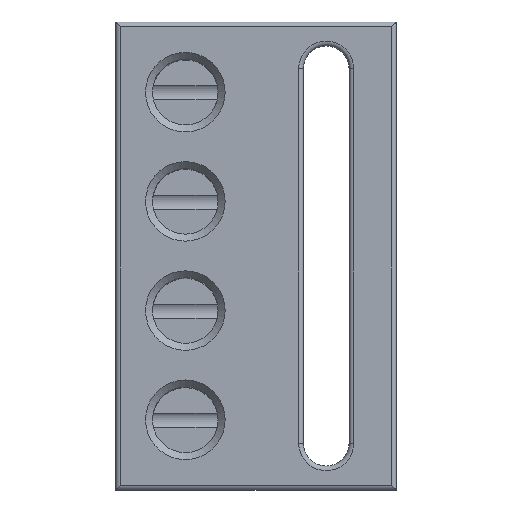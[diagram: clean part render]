
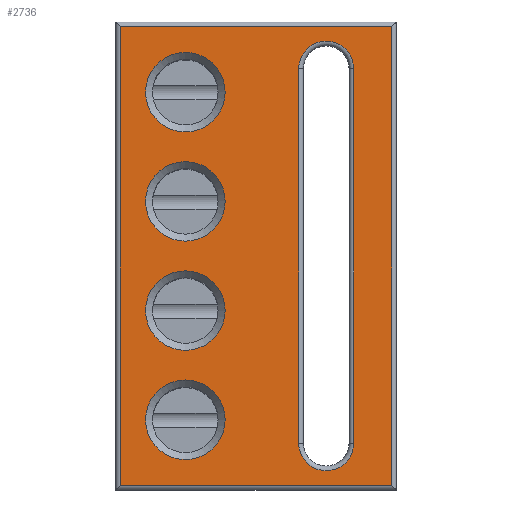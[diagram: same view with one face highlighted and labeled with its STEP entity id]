
A CAD part, top view. The second image highlights one B-rep face of the part: STEP entity #2736.
In plain terms, the highlighted planar face has unit normal (0, 0, 1).
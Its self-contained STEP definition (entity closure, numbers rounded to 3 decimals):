
#30=FACE_BOUND('',#358,.T.);
#31=FACE_BOUND('',#359,.T.);
#32=FACE_BOUND('',#360,.T.);
#33=FACE_BOUND('',#361,.T.);
#34=FACE_BOUND('',#362,.T.);
#113=CIRCLE('',#2919,8.5);
#115=CIRCLE('',#2922,8.5);
#116=CIRCLE('',#2923,8.5);
#117=CIRCLE('',#2924,5.882);
#118=CIRCLE('',#2925,5.882);
#119=CIRCLE('',#2926,8.5);
#198=FACE_OUTER_BOUND('',#357,.T.);
#357=EDGE_LOOP('',(#1931,#1932,#1933,#1934));
#358=EDGE_LOOP('',(#1935));
#359=EDGE_LOOP('',(#1936));
#360=EDGE_LOOP('',(#1937,#1938,#1939,#1940));
#361=EDGE_LOOP('',(#1941));
#362=EDGE_LOOP('',(#1942));
#579=LINE('',#4133,#894);
#580=LINE('',#4135,#895);
#581=LINE('',#4137,#896);
#582=LINE('',#4138,#897);
#583=LINE('',#4145,#898);
#584=LINE('',#4149,#899);
#894=VECTOR('',#3274,10.);
#895=VECTOR('',#3275,10.);
#896=VECTOR('',#3276,10.);
#897=VECTOR('',#3277,10.);
#898=VECTOR('',#3282,10.);
#899=VECTOR('',#3285,10.);
#1202=VERTEX_POINT('',#4125);
#1204=VERTEX_POINT('',#4131);
#1205=VERTEX_POINT('',#4132);
#1206=VERTEX_POINT('',#4134);
#1207=VERTEX_POINT('',#4136);
#1208=VERTEX_POINT('',#4139);
#1209=VERTEX_POINT('',#4141);
#1210=VERTEX_POINT('',#4143);
#1211=VERTEX_POINT('',#4144);
#1212=VERTEX_POINT('',#4146);
#1213=VERTEX_POINT('',#4148);
#1214=VERTEX_POINT('',#4151);
#1477=EDGE_CURVE('',#1202,#1202,#113,.T.);
#1480=EDGE_CURVE('',#1204,#1205,#579,.T.);
#1481=EDGE_CURVE('',#1206,#1204,#580,.T.);
#1482=EDGE_CURVE('',#1207,#1206,#581,.T.);
#1483=EDGE_CURVE('',#1205,#1207,#582,.T.);
#1484=EDGE_CURVE('',#1208,#1208,#115,.T.);
#1485=EDGE_CURVE('',#1209,#1209,#116,.T.);
#1486=EDGE_CURVE('',#1210,#1211,#583,.T.);
#1487=EDGE_CURVE('',#1212,#1210,#117,.T.);
#1488=EDGE_CURVE('',#1213,#1212,#584,.T.);
#1489=EDGE_CURVE('',#1211,#1213,#118,.T.);
#1490=EDGE_CURVE('',#1214,#1214,#119,.T.);
#1931=ORIENTED_EDGE('',*,*,#1480,.F.);
#1932=ORIENTED_EDGE('',*,*,#1481,.F.);
#1933=ORIENTED_EDGE('',*,*,#1482,.F.);
#1934=ORIENTED_EDGE('',*,*,#1483,.F.);
#1935=ORIENTED_EDGE('',*,*,#1484,.F.);
#1936=ORIENTED_EDGE('',*,*,#1485,.F.);
#1937=ORIENTED_EDGE('',*,*,#1486,.F.);
#1938=ORIENTED_EDGE('',*,*,#1487,.F.);
#1939=ORIENTED_EDGE('',*,*,#1488,.F.);
#1940=ORIENTED_EDGE('',*,*,#1489,.F.);
#1941=ORIENTED_EDGE('',*,*,#1490,.F.);
#1942=ORIENTED_EDGE('',*,*,#1477,.F.);
#2616=PLANE('',#2921);
#2736=ADVANCED_FACE('',(#198,#30,#31,#32,#33,#34),#2616,.F.);
#2919=AXIS2_PLACEMENT_3D('',#4126,#3267,#3268);
#2921=AXIS2_PLACEMENT_3D('',#4130,#3272,#3273);
#2922=AXIS2_PLACEMENT_3D('',#4140,#3278,#3279);
#2923=AXIS2_PLACEMENT_3D('',#4142,#3280,#3281);
#2924=AXIS2_PLACEMENT_3D('',#4147,#3283,#3284);
#2925=AXIS2_PLACEMENT_3D('',#4150,#3286,#3287);
#2926=AXIS2_PLACEMENT_3D('',#4152,#3288,#3289);
#3267=DIRECTION('center_axis',(0.,0.,1.));
#3268=DIRECTION('ref_axis',(-1.,0.,0.));
#3272=DIRECTION('center_axis',(0.,0.,-1.));
#3273=DIRECTION('ref_axis',(-1.,0.,0.));
#3274=DIRECTION('',(0.,1.,0.));
#3275=DIRECTION('',(-1.,0.,0.));
#3276=DIRECTION('',(0.,-1.,0.));
#3277=DIRECTION('',(1.,0.,0.));
#3278=DIRECTION('center_axis',(0.,0.,1.));
#3279=DIRECTION('ref_axis',(-1.,0.,0.));
#3280=DIRECTION('center_axis',(0.,0.,1.));
#3281=DIRECTION('ref_axis',(-1.,0.,0.));
#3282=DIRECTION('',(0.,1.,0.));
#3283=DIRECTION('center_axis',(0.,0.,1.));
#3284=DIRECTION('ref_axis',(0.,-1.,0.));
#3285=DIRECTION('',(0.,-1.,0.));
#3286=DIRECTION('center_axis',(0.,0.,1.));
#3287=DIRECTION('ref_axis',(0.,1.,0.));
#3288=DIRECTION('center_axis',(0.,0.,1.));
#3289=DIRECTION('ref_axis',(-1.,0.,0.));
#4125=CARTESIAN_POINT('',(-46.363,85.,91.));
#4126=CARTESIAN_POINT('Origin',(-54.863,85.,91.));
#4130=CARTESIAN_POINT('Origin',(-39.763,50.,91.));
#4131=CARTESIAN_POINT('',(-68.763,1.,91.));
#4132=CARTESIAN_POINT('',(-68.763,99.,91.));
#4133=CARTESIAN_POINT('',(-68.763,25.,91.));
#4134=CARTESIAN_POINT('',(-10.763,1.,91.));
#4135=CARTESIAN_POINT('',(-24.763,1.,91.));
#4136=CARTESIAN_POINT('',(-10.763,99.,91.));
#4137=CARTESIAN_POINT('',(-10.763,75.,91.));
#4138=CARTESIAN_POINT('',(-54.763,99.,91.));
#4139=CARTESIAN_POINT('',(-46.363,15.,91.));
#4140=CARTESIAN_POINT('Origin',(-54.863,15.,91.));
#4141=CARTESIAN_POINT('',(-46.363,61.667,91.));
#4142=CARTESIAN_POINT('Origin',(-54.863,61.667,91.));
#4143=CARTESIAN_POINT('',(-18.882,10.,91.));
#4144=CARTESIAN_POINT('',(-18.882,90.,91.));
#4145=CARTESIAN_POINT('',(-18.882,30.,91.));
#4146=CARTESIAN_POINT('',(-30.645,10.,91.));
#4147=CARTESIAN_POINT('Origin',(-24.763,10.,91.));
#4148=CARTESIAN_POINT('',(-30.645,90.,91.));
#4149=CARTESIAN_POINT('',(-30.645,70.,91.));
#4150=CARTESIAN_POINT('Origin',(-24.763,90.,91.));
#4151=CARTESIAN_POINT('',(-46.363,38.333,91.));
#4152=CARTESIAN_POINT('Origin',(-54.863,38.333,91.));
